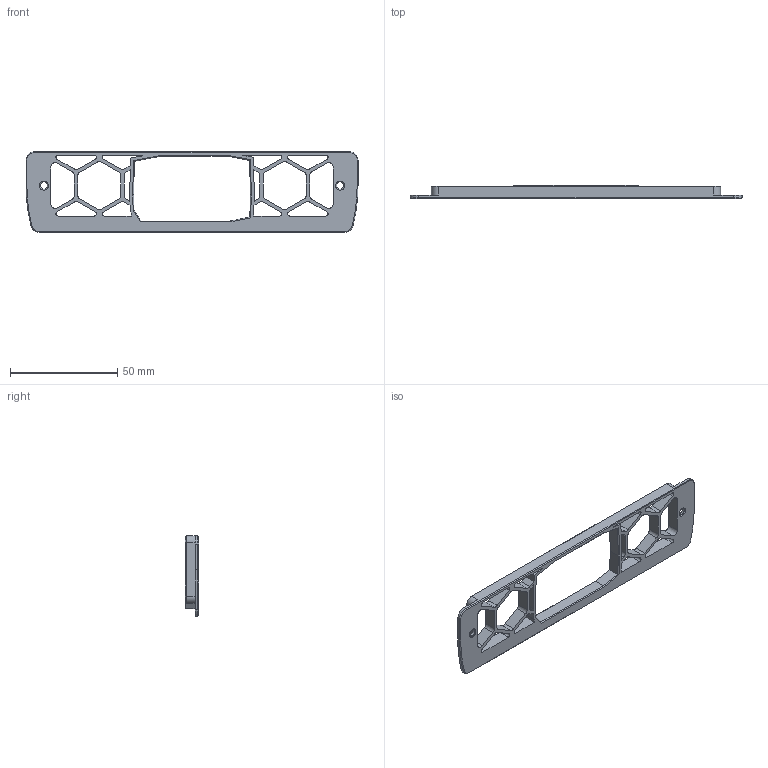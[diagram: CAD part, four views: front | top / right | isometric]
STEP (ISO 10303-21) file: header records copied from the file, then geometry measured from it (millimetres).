
FILE_DESCRIPTION(/* description */ (''),/* implementation_level */ '2;1');
FILE_NAME(/* name */ '',/* time_stamp */ '2025-11-11T18:33:13+08:00',/* author */ ('17232'),/* organization */ (''),/* preprocessor_version */ 'ST-DEVELOPER v20.1',/* originating_system */ 'Autodesk Inventor 2026',/* authorisation */ '');
FILE_SCHEMA (('AUTOMOTIVE_DESIGN { 1 0 10303 214 3 1 1 }'));
Length unit declared in the file: millimetre
Products named in the file (1): 内支架
Bounding box: 154.8 x 6.1 x 37.6 mm (x, y, z)
Volume: 8255.4 mm3; surface area: 11286.2 mm2
Topology: 1 solids, 1 shells, 179 faces, 524 edges, 339 vertices
Faces by surface type: plane 113, cylinder 58, cone 8
Full cylindrical faces by diameter (mm): 3.4 x2
Entity records: 6158 total; most frequent: ORIENTED_EDGE 1048, CARTESIAN_POINT 1043, DIRECTION 1009, EDGE_CURVE 524, LINE 399, VECTOR 399, VERTEX_POINT 339, AXIS2_PLACEMENT_3D 305
